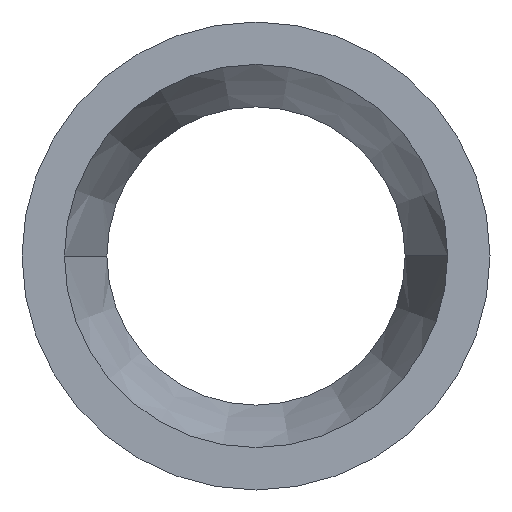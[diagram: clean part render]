
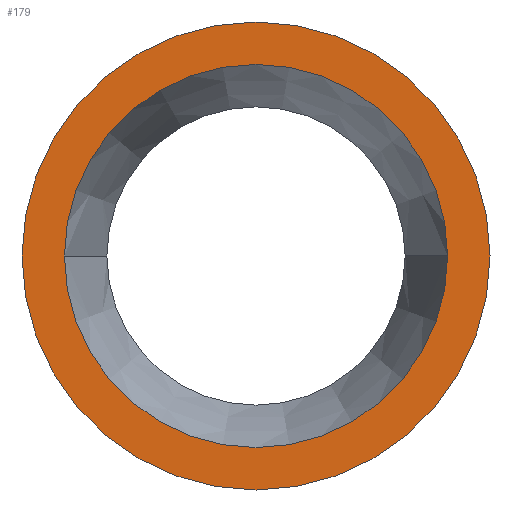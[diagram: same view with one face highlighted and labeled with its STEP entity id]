
A CAD part, left-side view. The second image highlights one B-rep face of the part: STEP entity #179.
In plain terms, the highlighted planar face has unit normal (-1, 0, 0).
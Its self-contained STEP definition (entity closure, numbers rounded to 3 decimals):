
#119 = EDGE_CURVE( '', #151, #149, #257, .T. );
#123 = EDGE_CURVE( '', #197, #169, #261, .T. );
#141 = EDGE_CURVE( '', #149, #151, #283, .T. );
#149 = VERTEX_POINT( '', #291 );
#151 = VERTEX_POINT( '', #293 );
#169 = VERTEX_POINT( '', #314 );
#179 = ADVANCED_FACE( '', ( #326, #327 ), #328, .T. );
#187 = EDGE_CURVE( '', #169, #197, #336, .T. );
#197 = VERTEX_POINT( '', #347 );
#257 = CIRCLE( '', #409, 13.1 );
#261 = CIRCLE( '', #415, 16. );
#283 = CIRCLE( '', #443, 13.1 );
#291 = CARTESIAN_POINT( '', ( 0., -13.1, 0. ) );
#293 = CARTESIAN_POINT( '', ( 0., 13.1, 0. ) );
#314 = CARTESIAN_POINT( '', ( 0., 16., 0. ) );
#326 = FACE_BOUND( '', #497, .T. );
#327 = FACE_OUTER_BOUND( '', #498, .T. );
#328 = PLANE( '', #499 );
#336 = CIRCLE( '', #512, 16. );
#347 = CARTESIAN_POINT( '', ( 0., -16., 0. ) );
#409 = AXIS2_PLACEMENT_3D( '', #571, #572, #573 );
#415 = AXIS2_PLACEMENT_3D( '', #577, #578, #579 );
#443 = AXIS2_PLACEMENT_3D( '', #617, #618, #619 );
#497 = EDGE_LOOP( '', ( #674, #675 ) );
#498 = EDGE_LOOP( '', ( #676, #677 ) );
#499 = AXIS2_PLACEMENT_3D( '', #678, #679, #680 );
#512 = AXIS2_PLACEMENT_3D( '', #683, #684, #685 );
#571 = CARTESIAN_POINT( '', ( 0., 0., 0. ) );
#572 = DIRECTION( '', ( -1., 0., 0. ) );
#573 = DIRECTION( '', ( 0., 1., 0. ) );
#577 = CARTESIAN_POINT( '', ( 0., 0., 0. ) );
#578 = DIRECTION( '', ( -1., 0., 0. ) );
#579 = DIRECTION( '', ( 0., 1., 0. ) );
#617 = CARTESIAN_POINT( '', ( 0., 0., 0. ) );
#618 = DIRECTION( '', ( -1., 0., 0. ) );
#619 = DIRECTION( '', ( 0., 1., 0. ) );
#674 = ORIENTED_EDGE( '', *, *, #119, .F. );
#675 = ORIENTED_EDGE( '', *, *, #141, .F. );
#676 = ORIENTED_EDGE( '', *, *, #187, .T. );
#677 = ORIENTED_EDGE( '', *, *, #123, .T. );
#678 = CARTESIAN_POINT( '', ( 0., 14.55, 0. ) );
#679 = DIRECTION( '', ( -1., 0., 0. ) );
#680 = DIRECTION( '', ( 0., 1., 0. ) );
#683 = CARTESIAN_POINT( '', ( 0., 0., 0. ) );
#684 = DIRECTION( '', ( -1., 0., 0. ) );
#685 = DIRECTION( '', ( 0., 1., 0. ) );
